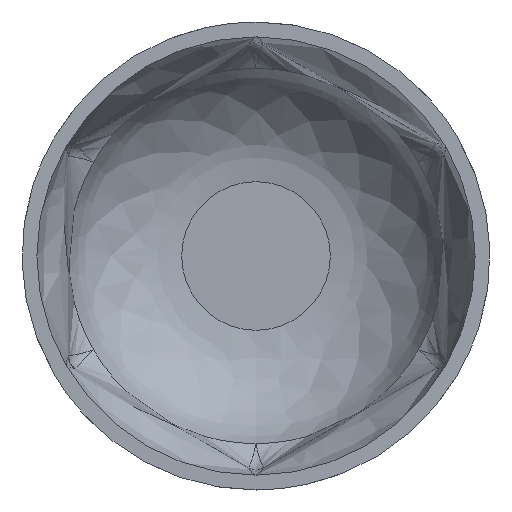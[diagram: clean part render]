
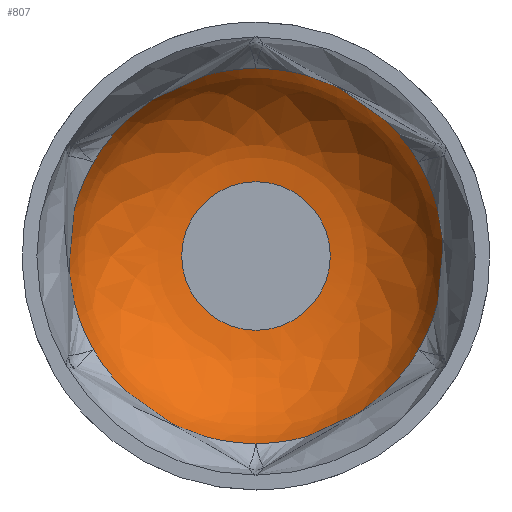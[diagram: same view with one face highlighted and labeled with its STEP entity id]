
A CAD part, front view. The second image highlights one B-rep face of the part: STEP entity #807.
In plain terms, the highlighted free-form (B-spline) face has degree [2, 2] with [3, 9] control points.
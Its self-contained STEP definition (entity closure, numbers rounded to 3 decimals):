
#25=(
BOUNDED_CURVE()
B_SPLINE_CURVE(2,(#2503,#2504,#2505),.UNSPECIFIED.,.F.,.F.)
B_SPLINE_CURVE_WITH_KNOTS((3,3),(0.297,1.512),
 .UNSPECIFIED.)
CURVE()
GEOMETRIC_REPRESENTATION_ITEM()
RATIONAL_B_SPLINE_CURVE((1.,0.821,1.))
REPRESENTATION_ITEM('')
);
#27=(
BOUNDED_SURFACE()
B_SPLINE_SURFACE(2,2,((#2471,#2472,#2473,#2474,#2475,#2476,#2477,#2478,
#2479),(#2480,#2481,#2482,#2483,#2484,#2485,#2486,#2487,#2488),(#2489,#2490,
#2491,#2492,#2493,#2494,#2495,#2496,#2497)),.UNSPECIFIED.,.F.,.T.,.F.)
B_SPLINE_SURFACE_WITH_KNOTS((3,3),(3,2,2,2,3),(0.297,1.512),
(-3.142,-1.571,0.,1.571,3.142),
 .UNSPECIFIED.)
GEOMETRIC_REPRESENTATION_ITEM()
RATIONAL_B_SPLINE_SURFACE(((1.,0.707,1.,0.707,1.,
0.707,1.,0.707,1.),(0.821,0.581,
0.821,0.581,0.821,0.581,0.821,
0.581,0.821),(1.,0.707,1.,0.707,
1.,0.707,1.,0.707,1.)))
REPRESENTATION_ITEM('')
SURFACE()
);
#32=CIRCLE('',#832,25.25);
#33=CIRCLE('',#833,25.25);
#34=CIRCLE('',#834,25.25);
#38=CIRCLE('',#838,25.25);
#39=CIRCLE('',#839,25.25);
#40=CIRCLE('',#840,25.25);
#41=CIRCLE('',#841,25.25);
#42=CIRCLE('',#842,25.25);
#43=CIRCLE('',#843,25.25);
#47=CIRCLE('',#847,25.25);
#48=CIRCLE('',#848,25.25);
#49=CIRCLE('',#849,10.);
#50=CIRCLE('',#850,10.);
#51=CIRCLE('',#851,25.25);
#52=CIRCLE('',#852,25.25);
#53=CIRCLE('',#853,25.25);
#54=CIRCLE('',#854,25.25);
#55=CIRCLE('',#855,25.25);
#56=CIRCLE('',#856,25.25);
#57=CIRCLE('',#857,25.25);
#84=FACE_OUTER_BOUND('',#113,.T.);
#113=EDGE_LOOP('',(#558,#559,#560,#561,#562,#563,#564,#565,#566,#567,#568,
#569,#570,#571,#572,#573,#574,#575,#576,#577,#578,#579));
#225=VERTEX_POINT('',#1110);
#235=VERTEX_POINT('',#1305);
#236=VERTEX_POINT('',#1317);
#237=VERTEX_POINT('',#1319);
#241=VERTEX_POINT('',#1618);
#251=VERTEX_POINT('',#1813);
#252=VERTEX_POINT('',#1825);
#253=VERTEX_POINT('',#1827);
#257=VERTEX_POINT('',#2102);
#262=VERTEX_POINT('',#2265);
#263=VERTEX_POINT('',#2267);
#264=VERTEX_POINT('',#2269);
#272=VERTEX_POINT('',#2498);
#273=VERTEX_POINT('',#2499);
#274=VERTEX_POINT('',#2502);
#275=VERTEX_POINT('',#2506);
#276=VERTEX_POINT('',#2509);
#277=VERTEX_POINT('',#2511);
#278=VERTEX_POINT('',#2514);
#279=VERTEX_POINT('',#2516);
#354=EDGE_CURVE('',#236,#235,#32,.T.);
#355=EDGE_CURVE('',#237,#236,#33,.T.);
#356=EDGE_CURVE('',#225,#237,#34,.T.);
#372=EDGE_CURVE('',#252,#251,#38,.T.);
#373=EDGE_CURVE('',#253,#252,#39,.T.);
#374=EDGE_CURVE('',#241,#253,#40,.T.);
#384=EDGE_CURVE('',#262,#257,#41,.T.);
#385=EDGE_CURVE('',#263,#262,#42,.T.);
#386=EDGE_CURVE('',#264,#263,#43,.T.);
#396=EDGE_CURVE('',#272,#273,#47,.T.);
#397=EDGE_CURVE('',#273,#225,#48,.T.);
#398=EDGE_CURVE('',#235,#274,#25,.T.);
#399=EDGE_CURVE('',#274,#275,#49,.T.);
#400=EDGE_CURVE('',#275,#274,#50,.T.);
#401=EDGE_CURVE('',#235,#276,#51,.T.);
#402=EDGE_CURVE('',#276,#277,#52,.T.);
#403=EDGE_CURVE('',#277,#241,#53,.T.);
#404=EDGE_CURVE('',#251,#278,#54,.T.);
#405=EDGE_CURVE('',#278,#279,#55,.T.);
#406=EDGE_CURVE('',#279,#264,#56,.T.);
#407=EDGE_CURVE('',#257,#272,#57,.T.);
#558=ORIENTED_EDGE('',*,*,#396,.T.);
#559=ORIENTED_EDGE('',*,*,#397,.T.);
#560=ORIENTED_EDGE('',*,*,#356,.T.);
#561=ORIENTED_EDGE('',*,*,#355,.T.);
#562=ORIENTED_EDGE('',*,*,#354,.T.);
#563=ORIENTED_EDGE('',*,*,#398,.T.);
#564=ORIENTED_EDGE('',*,*,#399,.T.);
#565=ORIENTED_EDGE('',*,*,#400,.T.);
#566=ORIENTED_EDGE('',*,*,#398,.F.);
#567=ORIENTED_EDGE('',*,*,#401,.T.);
#568=ORIENTED_EDGE('',*,*,#402,.T.);
#569=ORIENTED_EDGE('',*,*,#403,.T.);
#570=ORIENTED_EDGE('',*,*,#374,.T.);
#571=ORIENTED_EDGE('',*,*,#373,.T.);
#572=ORIENTED_EDGE('',*,*,#372,.T.);
#573=ORIENTED_EDGE('',*,*,#404,.T.);
#574=ORIENTED_EDGE('',*,*,#405,.T.);
#575=ORIENTED_EDGE('',*,*,#406,.T.);
#576=ORIENTED_EDGE('',*,*,#386,.T.);
#577=ORIENTED_EDGE('',*,*,#385,.T.);
#578=ORIENTED_EDGE('',*,*,#384,.T.);
#579=ORIENTED_EDGE('',*,*,#407,.T.);
#807=ADVANCED_FACE('',(#84),#27,.T.);
#832=AXIS2_PLACEMENT_3D('',#1318,#892,#893);
#833=AXIS2_PLACEMENT_3D('',#1320,#894,#895);
#834=AXIS2_PLACEMENT_3D('',#1321,#896,#897);
#838=AXIS2_PLACEMENT_3D('',#1826,#904,#905);
#839=AXIS2_PLACEMENT_3D('',#1828,#906,#907);
#840=AXIS2_PLACEMENT_3D('',#1829,#908,#909);
#841=AXIS2_PLACEMENT_3D('',#2266,#910,#911);
#842=AXIS2_PLACEMENT_3D('',#2268,#912,#913);
#843=AXIS2_PLACEMENT_3D('',#2270,#914,#915);
#847=AXIS2_PLACEMENT_3D('',#2500,#922,#923);
#848=AXIS2_PLACEMENT_3D('',#2501,#924,#925);
#849=AXIS2_PLACEMENT_3D('',#2507,#926,#927);
#850=AXIS2_PLACEMENT_3D('',#2508,#928,#929);
#851=AXIS2_PLACEMENT_3D('',#2510,#930,#931);
#852=AXIS2_PLACEMENT_3D('',#2512,#932,#933);
#853=AXIS2_PLACEMENT_3D('',#2513,#934,#935);
#854=AXIS2_PLACEMENT_3D('',#2515,#936,#937);
#855=AXIS2_PLACEMENT_3D('',#2517,#938,#939);
#856=AXIS2_PLACEMENT_3D('',#2518,#940,#941);
#857=AXIS2_PLACEMENT_3D('',#2519,#942,#943);
#892=DIRECTION('center_axis',(0.,-1.,0.));
#893=DIRECTION('ref_axis',(1.,0.,0.));
#894=DIRECTION('center_axis',(0.,-1.,0.));
#895=DIRECTION('ref_axis',(1.,0.,0.));
#896=DIRECTION('center_axis',(0.,-1.,0.));
#897=DIRECTION('ref_axis',(1.,0.,0.));
#904=DIRECTION('center_axis',(0.,-1.,0.));
#905=DIRECTION('ref_axis',(1.,0.,0.));
#906=DIRECTION('center_axis',(0.,-1.,0.));
#907=DIRECTION('ref_axis',(1.,0.,0.));
#908=DIRECTION('center_axis',(0.,-1.,0.));
#909=DIRECTION('ref_axis',(1.,0.,0.));
#910=DIRECTION('center_axis',(0.,-1.,0.));
#911=DIRECTION('ref_axis',(1.,0.,0.));
#912=DIRECTION('center_axis',(0.,-1.,0.));
#913=DIRECTION('ref_axis',(1.,0.,0.));
#914=DIRECTION('center_axis',(0.,-1.,0.));
#915=DIRECTION('ref_axis',(1.,0.,0.));
#922=DIRECTION('center_axis',(0.,-1.,0.));
#923=DIRECTION('ref_axis',(1.,0.,0.));
#924=DIRECTION('center_axis',(0.,-1.,0.));
#925=DIRECTION('ref_axis',(1.,0.,0.));
#926=DIRECTION('center_axis',(0.,1.,0.));
#927=DIRECTION('ref_axis',(1.,0.,0.));
#928=DIRECTION('center_axis',(0.,1.,0.));
#929=DIRECTION('ref_axis',(1.,0.,0.));
#930=DIRECTION('center_axis',(0.,-1.,0.));
#931=DIRECTION('ref_axis',(1.,0.,0.));
#932=DIRECTION('center_axis',(0.,-1.,0.));
#933=DIRECTION('ref_axis',(1.,0.,0.));
#934=DIRECTION('center_axis',(0.,-1.,0.));
#935=DIRECTION('ref_axis',(1.,0.,0.));
#936=DIRECTION('center_axis',(0.,-1.,0.));
#937=DIRECTION('ref_axis',(1.,0.,0.));
#938=DIRECTION('center_axis',(0.,-1.,0.));
#939=DIRECTION('ref_axis',(1.,0.,0.));
#940=DIRECTION('center_axis',(0.,-1.,0.));
#941=DIRECTION('ref_axis',(1.,0.,0.));
#942=DIRECTION('center_axis',(0.,-1.,0.));
#943=DIRECTION('ref_axis',(1.,0.,0.));
#1110=CARTESIAN_POINT('',(-21.867,35.,-12.625));
#1305=CARTESIAN_POINT('',(0.,35.,-25.25));
#1317=CARTESIAN_POINT('',(-6.936,35.,-24.279));
#1318=CARTESIAN_POINT('Origin',(0.,35.,0.));
#1319=CARTESIAN_POINT('',(-17.558,35.,-18.146));
#1320=CARTESIAN_POINT('Origin',(0.,35.,0.));
#1321=CARTESIAN_POINT('Origin',(0.,35.,0.));
#1618=CARTESIAN_POINT('',(21.867,35.,-12.625));
#1813=CARTESIAN_POINT('',(21.867,35.,12.625));
#1825=CARTESIAN_POINT('',(24.494,35.,6.133));
#1826=CARTESIAN_POINT('Origin',(0.,35.,0.));
#1827=CARTESIAN_POINT('',(24.494,35.,-6.133));
#1828=CARTESIAN_POINT('Origin',(0.,35.,0.));
#1829=CARTESIAN_POINT('Origin',(0.,35.,0.));
#2102=CARTESIAN_POINT('',(-21.867,35.,12.625));
#2265=CARTESIAN_POINT('',(-17.558,35.,18.146));
#2266=CARTESIAN_POINT('Origin',(0.,35.,0.));
#2267=CARTESIAN_POINT('',(-6.936,35.,24.279));
#2268=CARTESIAN_POINT('Origin',(0.,35.,0.));
#2269=CARTESIAN_POINT('',(0.,35.,25.25));
#2270=CARTESIAN_POINT('Origin',(0.,35.,0.));
#2471=CARTESIAN_POINT('Ctrl Pts',(0.,35.,-25.25));
#2472=CARTESIAN_POINT('Ctrl Pts',(-25.25,35.,-25.25));
#2473=CARTESIAN_POINT('Ctrl Pts',(-25.25,35.,0.));
#2474=CARTESIAN_POINT('Ctrl Pts',(-25.25,35.,25.25));
#2475=CARTESIAN_POINT('Ctrl Pts',(0.,35.,25.25));
#2476=CARTESIAN_POINT('Ctrl Pts',(25.25,35.,25.25));
#2477=CARTESIAN_POINT('Ctrl Pts',(25.25,35.,0.));
#2478=CARTESIAN_POINT('Ctrl Pts',(25.25,35.,-25.25));
#2479=CARTESIAN_POINT('Ctrl Pts',(0.,35.,-25.25));
#2480=CARTESIAN_POINT('Ctrl Pts',(0.,46.3,-21.795));
#2481=CARTESIAN_POINT('Ctrl Pts',(-21.795,46.3,-21.795));
#2482=CARTESIAN_POINT('Ctrl Pts',(-21.795,46.3,0.));
#2483=CARTESIAN_POINT('Ctrl Pts',(-21.795,46.3,21.795));
#2484=CARTESIAN_POINT('Ctrl Pts',(0.,46.3,21.795));
#2485=CARTESIAN_POINT('Ctrl Pts',(21.795,46.3,21.795));
#2486=CARTESIAN_POINT('Ctrl Pts',(21.795,46.3,0.));
#2487=CARTESIAN_POINT('Ctrl Pts',(21.795,46.3,-21.795));
#2488=CARTESIAN_POINT('Ctrl Pts',(0.,46.3,-21.795));
#2489=CARTESIAN_POINT('Ctrl Pts',(0.,47.,-10.));
#2490=CARTESIAN_POINT('Ctrl Pts',(-10.,47.,-10.));
#2491=CARTESIAN_POINT('Ctrl Pts',(-10.,47.,0.));
#2492=CARTESIAN_POINT('Ctrl Pts',(-10.,47.,10.));
#2493=CARTESIAN_POINT('Ctrl Pts',(0.,47.,10.));
#2494=CARTESIAN_POINT('Ctrl Pts',(10.,47.,10.));
#2495=CARTESIAN_POINT('Ctrl Pts',(10.,47.,0.));
#2496=CARTESIAN_POINT('Ctrl Pts',(10.,47.,-10.));
#2497=CARTESIAN_POINT('Ctrl Pts',(0.,47.,-10.));
#2498=CARTESIAN_POINT('',(-24.494,35.,6.133));
#2499=CARTESIAN_POINT('',(-24.494,35.,-6.133));
#2500=CARTESIAN_POINT('Origin',(0.,35.,0.));
#2501=CARTESIAN_POINT('Origin',(0.,35.,0.));
#2502=CARTESIAN_POINT('',(0.,47.,-10.));
#2503=CARTESIAN_POINT('Ctrl Pts',(0.,35.,-25.25));
#2504=CARTESIAN_POINT('Ctrl Pts',(0.,46.3,-21.795));
#2505=CARTESIAN_POINT('Ctrl Pts',(0.,47.,-10.));
#2506=CARTESIAN_POINT('',(-10.,47.,0.));
#2507=CARTESIAN_POINT('Origin',(0.,47.,0.));
#2508=CARTESIAN_POINT('Origin',(0.,47.,0.));
#2509=CARTESIAN_POINT('',(6.936,35.,-24.279));
#2510=CARTESIAN_POINT('Origin',(0.,35.,0.));
#2511=CARTESIAN_POINT('',(17.558,35.,-18.146));
#2512=CARTESIAN_POINT('Origin',(0.,35.,0.));
#2513=CARTESIAN_POINT('Origin',(0.,35.,0.));
#2514=CARTESIAN_POINT('',(17.558,35.,18.146));
#2515=CARTESIAN_POINT('Origin',(0.,35.,0.));
#2516=CARTESIAN_POINT('',(6.936,35.,24.279));
#2517=CARTESIAN_POINT('Origin',(0.,35.,0.));
#2518=CARTESIAN_POINT('Origin',(0.,35.,0.));
#2519=CARTESIAN_POINT('Origin',(0.,35.,0.));
